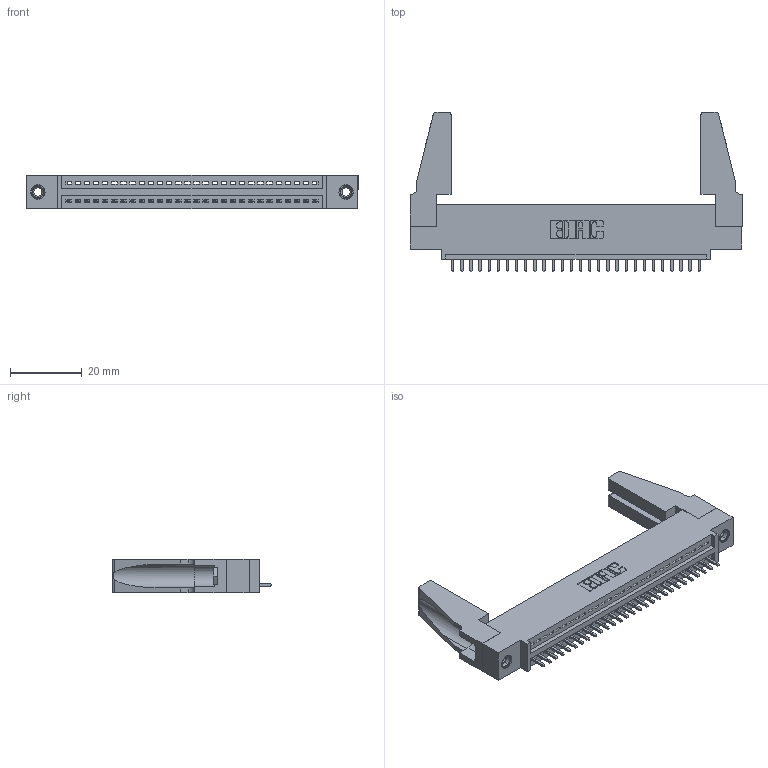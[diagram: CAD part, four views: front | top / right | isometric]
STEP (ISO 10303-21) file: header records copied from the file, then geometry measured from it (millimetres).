
FILE_DESCRIPTION (( 'STEP AP203' ), '1' );
FILE_NAME ('395-028-521-488.STEP', '2019-10-19T03:25:49', ( '' ), ( '' ), 'SwSTEP 2.0', 'SolidWorks 2016', '' );
FILE_SCHEMA (( 'CONFIG_CONTROL_DESIGN' ));
Length unit declared in the file: inch
Products named in the file (5): 345-250-001_345-250-001-102; 395-028-521-488; 345-220-078_345-220-088; 345-292-001_345-293-121; 345 Part_0.110 Offset - 0.156 Dia-TH
Assembly tree (33 placements, depth 2):
  395-028-521-488
    345 Part_0.110 Offset - 0.156 Dia-TH
    345-292-001_345-293-121  x28
    345-250-001_345-250-001-102  x2
    345-220-078_345-220-088  x2
Bounding box: 92.35 x 44.37 x 9.4 mm (x, y, z)
Volume: 11756.7 mm3; surface area: 14010.6 mm2
Topology: 33 solids, 33 shells, 1878 faces, 5595 edges, 3682 vertices
Faces by surface type: plane 1276, cylinder 586, cone 12, torus 4
Entity records: 25256 total; most frequent: CARTESIAN_POINT 4366, ORIENTED_EDGE 4288, DIRECTION 3840, EDGE_CURVE 2144, LINE 1858, VECTOR 1858, VERTEX_POINT 1422, AXIS2_PLACEMENT_3D 991
